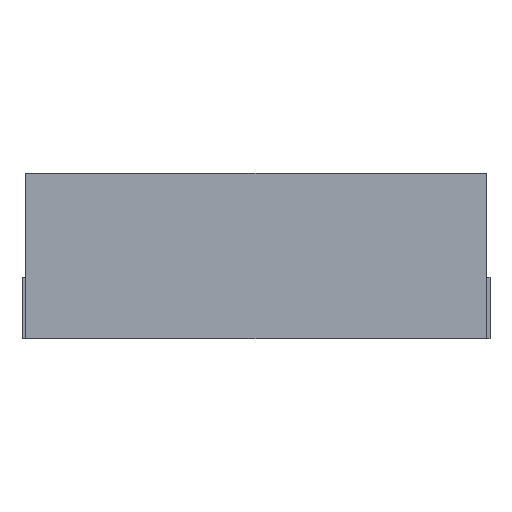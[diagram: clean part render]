
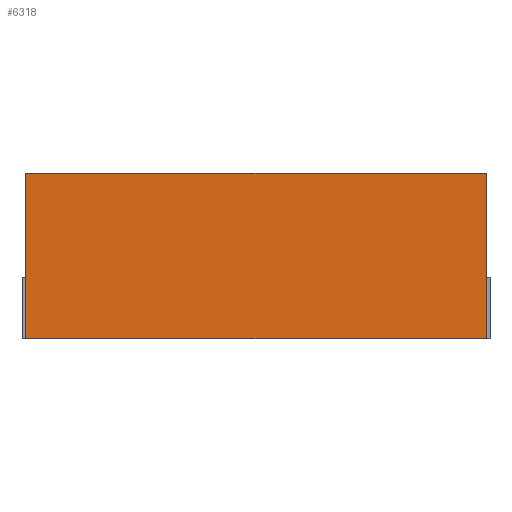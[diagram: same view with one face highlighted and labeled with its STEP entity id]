
A CAD part, front view. The second image highlights one B-rep face of the part: STEP entity #6318.
In plain terms, the highlighted planar face has unit normal (0, -1, 0).
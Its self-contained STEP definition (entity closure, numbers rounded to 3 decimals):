
#7 = PLANE ( 'NONE',  #6630 ) ;
#73 = CARTESIAN_POINT ( 'NONE',  ( 0.75, -0.75, 0.54 ) ) ;
#192 = ORIENTED_EDGE ( 'NONE', *, *, #4143, .T. ) ;
#275 = VECTOR ( 'NONE', #3071, 1000. ) ;
#324 = EDGE_CURVE ( 'NONE', #7928, #6663, #3072, .T. ) ;
#663 = CARTESIAN_POINT ( 'NONE',  ( -0.75, -0.75, 0.54 ) ) ;
#996 = ORIENTED_EDGE ( 'NONE', *, *, #324, .F. ) ;
#1255 = EDGE_CURVE ( 'NONE', #6663, #3588, #3112, .T. ) ;
#1257 = CARTESIAN_POINT ( 'NONE',  ( 0.75, -0.75, 0. ) ) ;
#1788 = LINE ( 'NONE', #2428, #4971 ) ;
#1900 = EDGE_CURVE ( 'NONE', #7928, #6088, #1917, .T. ) ;
#1917 = LINE ( 'NONE', #663, #275 ) ;
#1966 = FACE_OUTER_BOUND ( 'NONE', #4328, .T. ) ;
#2428 = CARTESIAN_POINT ( 'NONE',  ( -0.75, -0.75, 0. ) ) ;
#3071 = DIRECTION ( 'NONE',  ( 0., 0., -1. ) ) ;
#3072 = LINE ( 'NONE', #6253, #6419 ) ;
#3112 = LINE ( 'NONE', #7341, #3463 ) ;
#3147 = DIRECTION ( 'NONE',  ( 0., 1., 0. ) ) ;
#3211 = CARTESIAN_POINT ( 'NONE',  ( -0.75, -0.75, 0. ) ) ;
#3463 = VECTOR ( 'NONE', #5572, 1000. ) ;
#3495 = DIRECTION ( 'NONE',  ( 1., 0., 0. ) ) ;
#3588 = VERTEX_POINT ( 'NONE', #1257 ) ;
#3605 = CARTESIAN_POINT ( 'NONE',  ( -0.75, -0.75, 0.54 ) ) ;
#4143 = EDGE_CURVE ( 'NONE', #6088, #3588, #1788, .T. ) ;
#4328 = EDGE_LOOP ( 'NONE', ( #192, #6445, #996, #4744 ) ) ;
#4744 = ORIENTED_EDGE ( 'NONE', *, *, #1900, .T. ) ;
#4935 = CARTESIAN_POINT ( 'NONE',  ( -0.75, -0.75, 0.54 ) ) ;
#4971 = VECTOR ( 'NONE', #3495, 1000. ) ;
#5528 = DIRECTION ( 'NONE',  ( 1., 0., 0. ) ) ;
#5572 = DIRECTION ( 'NONE',  ( 0., 0., -1. ) ) ;
#6088 = VERTEX_POINT ( 'NONE', #3211 ) ;
#6253 = CARTESIAN_POINT ( 'NONE',  ( -0.75, -0.75, 0.54 ) ) ;
#6318 = ADVANCED_FACE ( 'NONE', ( #1966 ), #7, .F. ) ;
#6419 = VECTOR ( 'NONE', #5528, 1000. ) ;
#6445 = ORIENTED_EDGE ( 'NONE', *, *, #1255, .F. ) ;
#6630 = AXIS2_PLACEMENT_3D ( 'NONE', #4935, #3147, #7418 ) ;
#6663 = VERTEX_POINT ( 'NONE', #73 ) ;
#7341 = CARTESIAN_POINT ( 'NONE',  ( 0.75, -0.75, 0.54 ) ) ;
#7418 = DIRECTION ( 'NONE',  ( 1., 0., 0. ) ) ;
#7928 = VERTEX_POINT ( 'NONE', #3605 ) ;
